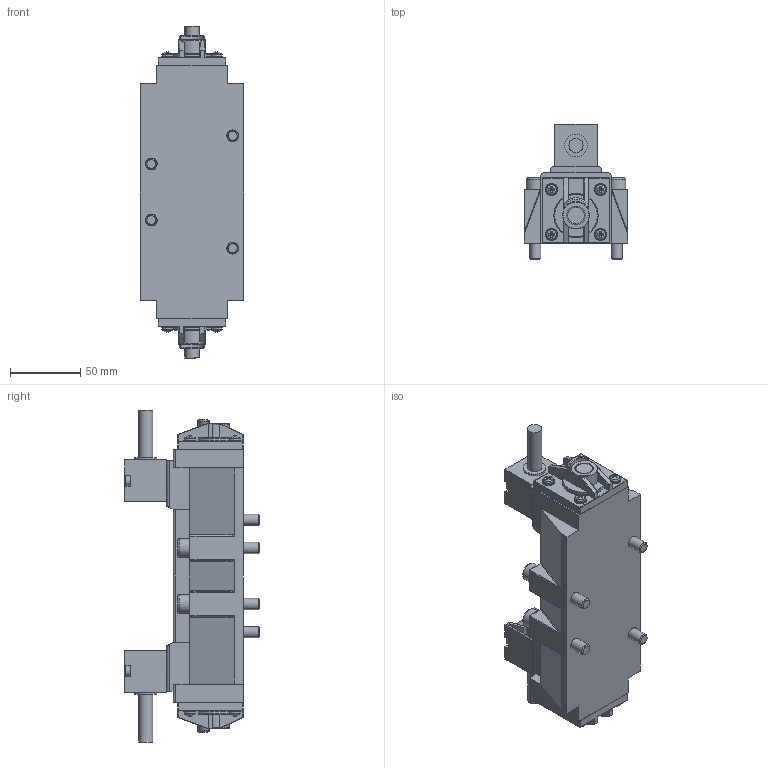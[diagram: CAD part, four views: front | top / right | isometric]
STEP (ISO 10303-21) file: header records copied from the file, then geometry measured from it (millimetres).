
FILE_DESCRIPTION(/* description */ (''),/* implementation_level */ '2;1');
FILE_NAME(/* name */ 'BE_ISO4_EL-EL.stp',/* time_stamp */ '2016-09-26T10:32:18+02:00',/* author */ ('Boceda'),/* organization */ (''),/* preprocessor_version */ 'ST-DEVELOPER v16.5',/* originating_system */ 'Autodesk Inventor 2017',/* authorisation */ '');
FILE_SCHEMA (('CONFIG_CONTROL_DESIGN'));
Length unit declared in the file: millimetre
Products named in the file (1): ISO4-ELEL
Bounding box: 74 x 96 x 236.6 mm (x, y, z)
Volume: 619683.2 mm3; surface area: 81877.4 mm2
Topology: 1 solids, 1 shells, 816 faces, 1852 edges, 1082 vertices
Faces by surface type: plane 512, cylinder 172, torus 46, sphere 40, cone 24, bspline 22
Full cylindrical faces by diameter (mm): 3 x4, 3.2 x4, 3.5 x4, 7 x4, 8 x4, 8.4 x4, 8.5 x8, 10 x2, 12 x2, 13 x4, 13.5 x2, 16 x2
Entity records: 22873 total; most frequent: CARTESIAN_POINT 5152, DIRECTION 3774, ORIENTED_EDGE 3448, EDGE_CURVE 1724, AXIS2_PLACEMENT_3D 1376, VERTEX_POINT 1062, LINE 1022, VECTOR 1022
